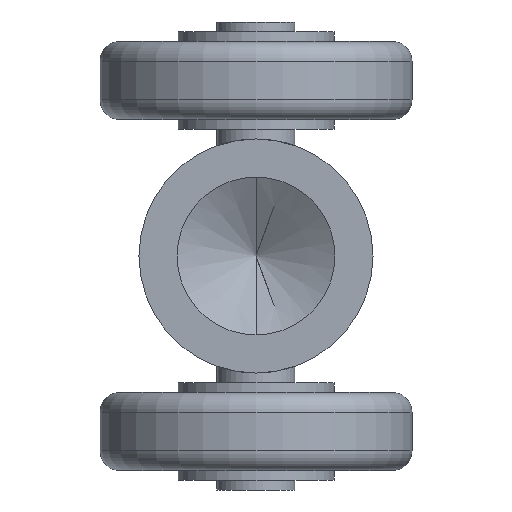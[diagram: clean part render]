
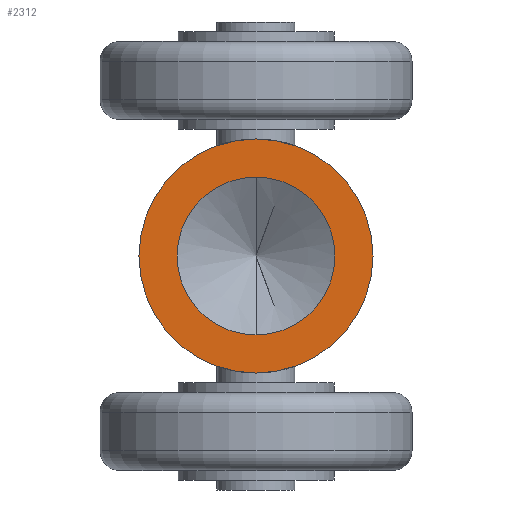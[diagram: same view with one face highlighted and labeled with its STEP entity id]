
A CAD part, front view. The second image highlights one B-rep face of the part: STEP entity #2312.
In plain terms, the highlighted planar face has unit normal (0, -1, 0).
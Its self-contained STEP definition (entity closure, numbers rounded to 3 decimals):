
#83 = PLANE ( 'NONE',  #801 ) ;
#89 = CARTESIAN_POINT ( 'NONE',  ( 6., -31., 0. ) ) ;
#90 = DIRECTION ( 'NONE',  ( 0., 0., 1. ) ) ;
#173 = DIRECTION ( 'NONE',  ( 0., 1., 0. ) ) ;
#197 = DIRECTION ( 'NONE',  ( 0., 0., 1. ) ) ;
#333 = DIRECTION ( 'NONE',  ( 0., 1., 0. ) ) ;
#348 = CARTESIAN_POINT ( 'NONE',  ( 0., -31., 0. ) ) ;
#674 = VERTEX_POINT ( 'NONE', #1604 ) ;
#699 = FACE_OUTER_BOUND ( 'NONE', #1653, .T. ) ;
#707 = FACE_BOUND ( 'NONE', #1651, .T. ) ;
#801 = AXIS2_PLACEMENT_3D ( 'NONE', #89, #333, #197 ) ;
#1147 = DIRECTION ( 'NONE',  ( 0., 0., 1. ) ) ;
#1148 = DIRECTION ( 'NONE',  ( 0., 1., 0. ) ) ;
#1149 = CARTESIAN_POINT ( 'NONE',  ( 0., -31., 0. ) ) ;
#1349 = DIRECTION ( 'NONE',  ( 0., 0., 1. ) ) ;
#1350 = DIRECTION ( 'NONE',  ( 0., 1., 0. ) ) ;
#1354 = CARTESIAN_POINT ( 'NONE',  ( 0., -31., 0. ) ) ;
#1444 = DIRECTION ( 'NONE',  ( 0., 0., 1. ) ) ;
#1445 = DIRECTION ( 'NONE',  ( 0., 1., 0. ) ) ;
#1449 = CARTESIAN_POINT ( 'NONE',  ( 0., -31., 0. ) ) ;
#1570 = CARTESIAN_POINT ( 'NONE',  ( 0., -31., -6. ) ) ;
#1574 = CARTESIAN_POINT ( 'NONE',  ( 0., -31., -4.05 ) ) ;
#1580 = CARTESIAN_POINT ( 'NONE',  ( 0., -31., 4.05 ) ) ;
#1604 = CARTESIAN_POINT ( 'NONE',  ( 0., -31., 6. ) ) ;
#1613 = VERTEX_POINT ( 'NONE', #1580 ) ;
#1626 = VERTEX_POINT ( 'NONE', #1574 ) ;
#1636 = VERTEX_POINT ( 'NONE', #1570 ) ;
#1651 = EDGE_LOOP ( 'NONE', ( #1742, #1743 ) ) ;
#1653 = EDGE_LOOP ( 'NONE', ( #1737, #1741 ) ) ;
#1737 = ORIENTED_EDGE ( 'NONE', *, *, #2166, .F. ) ;
#1741 = ORIENTED_EDGE ( 'NONE', *, *, #2244, .F. ) ;
#1742 = ORIENTED_EDGE ( 'NONE', *, *, #2218, .T. ) ;
#1743 = ORIENTED_EDGE ( 'NONE', *, *, #2148, .T. ) ;
#2092 = CIRCLE ( 'NONE', #2371, 6. ) ;
#2105 = CIRCLE ( 'NONE', #2421, 4.05 ) ;
#2134 = CIRCLE ( 'NONE', #2427, 6. ) ;
#2137 = CIRCLE ( 'NONE', #2367, 4.05 ) ;
#2148 = EDGE_CURVE ( 'NONE', #1626, #1613, #2137, .T. ) ;
#2166 = EDGE_CURVE ( 'NONE', #674, #1636, #2134, .T. ) ;
#2218 = EDGE_CURVE ( 'NONE', #1613, #1626, #2105, .T. ) ;
#2244 = EDGE_CURVE ( 'NONE', #1636, #674, #2092, .T. ) ;
#2312 = ADVANCED_FACE ( 'NONE', ( #699, #707 ), #83, .F. ) ;
#2367 = AXIS2_PLACEMENT_3D ( 'NONE', #1449, #1445, #1444 ) ;
#2371 = AXIS2_PLACEMENT_3D ( 'NONE', #348, #173, #90 ) ;
#2421 = AXIS2_PLACEMENT_3D ( 'NONE', #1149, #1148, #1147 ) ;
#2427 = AXIS2_PLACEMENT_3D ( 'NONE', #1354, #1350, #1349 ) ;
